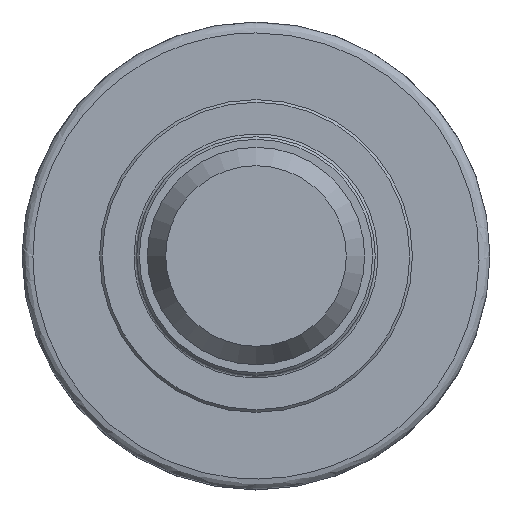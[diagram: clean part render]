
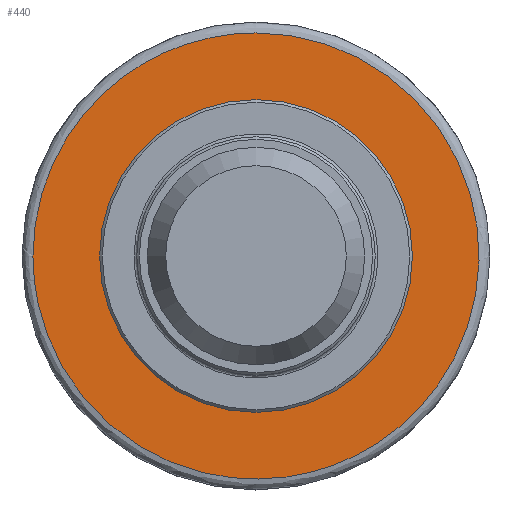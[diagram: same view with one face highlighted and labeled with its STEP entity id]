
A CAD part, left-side view. The second image highlights one B-rep face of the part: STEP entity #440.
In plain terms, the highlighted planar face has unit normal (-1, 0, 0).
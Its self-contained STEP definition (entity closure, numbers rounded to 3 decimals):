
#8 = CARTESIAN_POINT ( 'NONE',  ( 23.2, 0.748, -25.089 ) ) ;
#10 = VERTEX_POINT ( 'NONE', #25 ) ;
#12 = VERTEX_POINT ( 'NONE', #23 ) ;
#13 = VERTEX_POINT ( 'NONE', #8 ) ;
#23 = CARTESIAN_POINT ( 'NONE',  ( 23.2, -0.748, -24.286 ) ) ;
#25 = CARTESIAN_POINT ( 'NONE',  ( 23.2, 0.748, -24.286 ) ) ;
#26 = VERTEX_POINT ( 'NONE', #31 ) ;
#31 = CARTESIAN_POINT ( 'NONE',  ( 23.2, -0.748, -25.089 ) ) ;
#354 = EDGE_CURVE ( 'NONE', #13, #26, #602, .T. ) ;
#361 = EDGE_CURVE ( 'NONE', #1831, #1831, #427, .T. ) ;
#364 = EDGE_CURVE ( 'NONE', #12, #10, #428, .T. ) ;
#366 = EDGE_CURVE ( 'NONE', #26, #12, #606, .T. ) ;
#368 = EDGE_CURVE ( 'NONE', #10, #13, #608, .T. ) ;
#381 = AXIS2_PLACEMENT_3D ( 'NONE', #1415, #1417, #1418 ) ;
#398 = AXIS2_PLACEMENT_3D ( 'NONE', #1627, #1634, #1635 ) ;
#427 =( BOUNDED_CURVE ( )  B_SPLINE_CURVE ( 3, ( #1455, #1452, #1460, #1461, #1462, #1463, #1464 ),
 .UNSPECIFIED., .T., .T. ) 
 B_SPLINE_CURVE_WITH_KNOTS ( ( 4, 3, 4 ),
 ( 0., 0.5, 1. ),
 .UNSPECIFIED. ) 
 CURVE ( )  GEOMETRIC_REPRESENTATION_ITEM ( )  RATIONAL_B_SPLINE_CURVE ( ( 1., 0.333, 0.333, 1., 0.333, 0.333, 1. ) ) 
 REPRESENTATION_ITEM ( '' )  );
#428 =( BOUNDED_CURVE ( )  B_SPLINE_CURVE ( 3, ( #1513, #1466, #1517, #1518, #1519, #1520, #1521 ),
 .UNSPECIFIED., .F., .F. ) 
 B_SPLINE_CURVE_WITH_KNOTS ( ( 4, 3, 4 ),
 ( 0.642, 3.142, 5.641 ),
 .UNSPECIFIED. ) 
 CURVE ( )  GEOMETRIC_REPRESENTATION_ITEM ( )  RATIONAL_B_SPLINE_CURVE ( ( 1., 0.544, 0.544, 1., 0.544, 0.544, 1. ) ) 
 REPRESENTATION_ITEM ( '' )  );
#440 = ADVANCED_FACE ( 'NONE', ( #639, #635 ), #1633, .T. ) ;
#465 = EDGE_LOOP ( 'NONE', ( #526 ) ) ;
#470 = EDGE_LOOP ( 'NONE', ( #522, #523, #524, #525 ) ) ;
#522 = ORIENTED_EDGE ( 'NONE', *, *, #354, .T. ) ;
#523 = ORIENTED_EDGE ( 'NONE', *, *, #366, .T. ) ;
#524 = ORIENTED_EDGE ( 'NONE', *, *, #364, .T. ) ;
#525 = ORIENTED_EDGE ( 'NONE', *, *, #368, .T. ) ;
#526 = ORIENTED_EDGE ( 'NONE', *, *, #361, .F. ) ;
#598 = VECTOR ( 'NONE', #1539, 1000. ) ;
#602 = CIRCLE ( 'NONE', #381, 25.1 ) ;
#606 = LINE ( 'NONE', #1538, #598 ) ;
#608 = LINE ( 'NONE', #1558, #610 ) ;
#610 = VECTOR ( 'NONE', #1559, 1000. ) ;
#635 = FACE_OUTER_BOUND ( 'NONE', #465, .T. ) ;
#639 = FACE_BOUND ( 'NONE', #470, .T. ) ;
#1415 = CARTESIAN_POINT ( 'NONE',  ( 23.2, 0., 0. ) ) ;
#1417 = DIRECTION ( 'NONE',  ( 1., 0., 0. ) ) ;
#1418 = DIRECTION ( 'NONE',  ( 0., 1., 0. ) ) ;
#1452 = CARTESIAN_POINT ( 'NONE',  ( 23.2, -84.158, 42.079 ) ) ;
#1455 = CARTESIAN_POINT ( 'NONE',  ( 23.2, 0., 42.079 ) ) ;
#1460 = CARTESIAN_POINT ( 'NONE',  ( 23.2, -84.158, -42.079 ) ) ;
#1461 = CARTESIAN_POINT ( 'NONE',  ( 23.2, 0., -42.079 ) ) ;
#1462 = CARTESIAN_POINT ( 'NONE',  ( 23.2, 84.158, -42.079 ) ) ;
#1463 = CARTESIAN_POINT ( 'NONE',  ( 23.2, 84.158, 42.079 ) ) ;
#1464 = CARTESIAN_POINT ( 'NONE',  ( 23.2, 0., 42.079 ) ) ;
#1466 = CARTESIAN_POINT ( 'NONE',  ( 23.2, -1.914, -22.847 ) ) ;
#1513 = CARTESIAN_POINT ( 'NONE',  ( 23.2, -0.748, -24.286 ) ) ;
#1517 = CARTESIAN_POINT ( 'NONE',  ( 23.2, -1.455, -20.566 ) ) ;
#1518 = CARTESIAN_POINT ( 'NONE',  ( 23.2, 0., -20.566 ) ) ;
#1519 = CARTESIAN_POINT ( 'NONE',  ( 23.2, 1.455, -20.566 ) ) ;
#1520 = CARTESIAN_POINT ( 'NONE',  ( 23.2, 1.914, -22.847 ) ) ;
#1521 = CARTESIAN_POINT ( 'NONE',  ( 23.2, 0.748, -24.286 ) ) ;
#1538 = CARTESIAN_POINT ( 'NONE',  ( 23.2, -0.748, 38.27 ) ) ;
#1539 = DIRECTION ( 'NONE',  ( 0., 0., 1. ) ) ;
#1558 = CARTESIAN_POINT ( 'NONE',  ( 23.2, 0.748, 38.27 ) ) ;
#1559 = DIRECTION ( 'NONE',  ( 0., 0., -1. ) ) ;
#1627 = CARTESIAN_POINT ( 'NONE',  ( 23.2, 0., 38.27 ) ) ;
#1633 = PLANE ( 'NONE',  #398 ) ;
#1634 = DIRECTION ( 'NONE',  ( -1., 0., 0. ) ) ;
#1635 = DIRECTION ( 'NONE',  ( 0., 0., 1. ) ) ;
#1831 = VERTEX_POINT ( 'NONE', #1832 ) ;
#1832 = CARTESIAN_POINT ( 'NONE',  ( 23.2, 0., 42.079 ) ) ;
